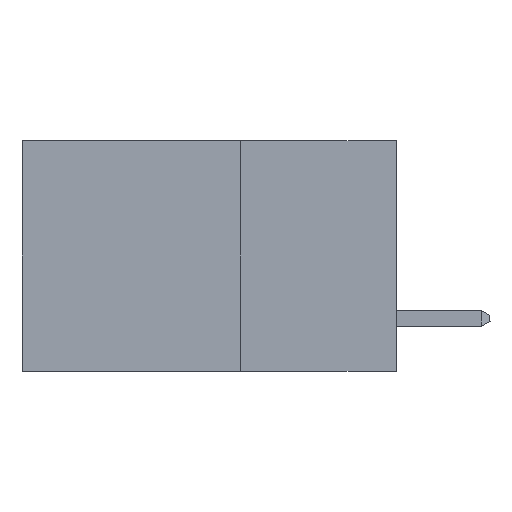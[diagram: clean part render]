
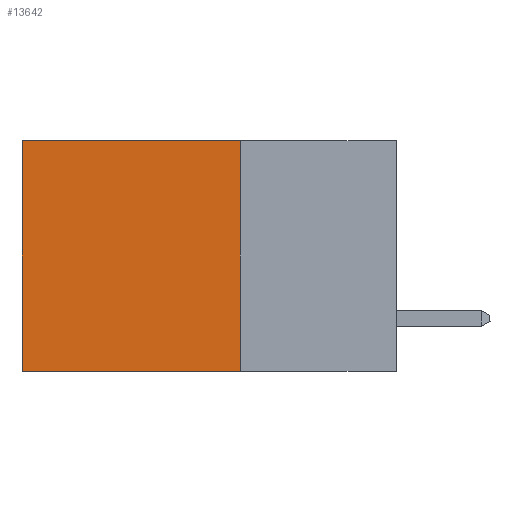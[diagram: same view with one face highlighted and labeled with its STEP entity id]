
A CAD part, left-side view. The second image highlights one B-rep face of the part: STEP entity #13642.
In plain terms, the highlighted planar face has unit normal (-1, 0, 0).
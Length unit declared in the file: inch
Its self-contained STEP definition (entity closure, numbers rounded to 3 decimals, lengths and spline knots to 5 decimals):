
#132 = VERTEX_POINT ( 'NONE', #18627 ) ;
#1633 = CARTESIAN_POINT ( 'NONE',  ( 0.298, 0.25, -0.37 ) ) ;
#1690 = DIRECTION ( 'NONE',  ( 0., 1., 0. ) ) ;
#1714 = CARTESIAN_POINT ( 'NONE',  ( 0.298, 0.25, 0. ) ) ;
#4403 = LINE ( 'NONE', #7342, #13346 ) ;
#4587 = LINE ( 'NONE', #1633, #15264 ) ;
#5291 = EDGE_CURVE ( 'NONE', #132, #22759, #4587, .T. ) ;
#5491 = DIRECTION ( 'NONE',  ( 0., 0., -1. ) ) ;
#6091 = VECTOR ( 'NONE', #10873, 39.37008 ) ;
#6146 = ORIENTED_EDGE ( 'NONE', *, *, #17482, .T. ) ;
#6214 = DIRECTION ( 'NONE',  ( 1., 0., 0. ) ) ;
#7342 = CARTESIAN_POINT ( 'NONE',  ( 0.298, 0.25, 0. ) ) ;
#9433 = ORIENTED_EDGE ( 'NONE', *, *, #5291, .F. ) ;
#9483 = EDGE_LOOP ( 'NONE', ( #6146, #9433, #19503, #10673 ) ) ;
#10673 = ORIENTED_EDGE ( 'NONE', *, *, #21283, .T. ) ;
#10784 = LINE ( 'NONE', #14479, #6091 ) ;
#10873 = DIRECTION ( 'NONE',  ( 0., 0., -1. ) ) ;
#11548 = CARTESIAN_POINT ( 'NONE',  ( 0.298, 0.25, 0. ) ) ;
#12545 = VECTOR ( 'NONE', #20537, 39.37008 ) ;
#13077 = VERTEX_POINT ( 'NONE', #15372 ) ;
#13110 = CARTESIAN_POINT ( 'NONE',  ( 0.298, 0.25, 0. ) ) ;
#13270 = PLANE ( 'NONE',  #20715 ) ;
#13346 = VECTOR ( 'NONE', #5491, 39.37008 ) ;
#13395 = EDGE_CURVE ( 'NONE', #18682, #132, #4403, .T. ) ;
#13642 = ADVANCED_FACE ( 'NONE', ( #22024 ), #13270, .F. ) ;
#14479 = CARTESIAN_POINT ( 'NONE',  ( 0.298, 0.6, 0. ) ) ;
#15264 = VECTOR ( 'NONE', #1690, 39.37008 ) ;
#15372 = CARTESIAN_POINT ( 'NONE',  ( 0.298, 0.6, 0. ) ) ;
#17482 = EDGE_CURVE ( 'NONE', #13077, #22759, #10784, .T. ) ;
#18627 = CARTESIAN_POINT ( 'NONE',  ( 0.298, 0.25, -0.37 ) ) ;
#18682 = VERTEX_POINT ( 'NONE', #1714 ) ;
#18738 = DIRECTION ( 'NONE',  ( 0., 0., -1. ) ) ;
#19503 = ORIENTED_EDGE ( 'NONE', *, *, #13395, .F. ) ;
#20537 = DIRECTION ( 'NONE',  ( 0., 1., 0. ) ) ;
#20556 = CARTESIAN_POINT ( 'NONE',  ( 0.298, 0.6, -0.37 ) ) ;
#20715 = AXIS2_PLACEMENT_3D ( 'NONE', #13110, #6214, #18738 ) ;
#21283 = EDGE_CURVE ( 'NONE', #18682, #13077, #22097, .T. ) ;
#22024 = FACE_OUTER_BOUND ( 'NONE', #9483, .T. ) ;
#22097 = LINE ( 'NONE', #11548, #12545 ) ;
#22759 = VERTEX_POINT ( 'NONE', #20556 ) ;
